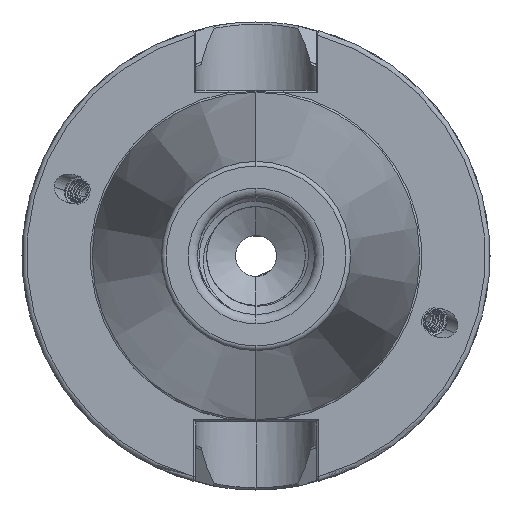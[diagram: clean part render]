
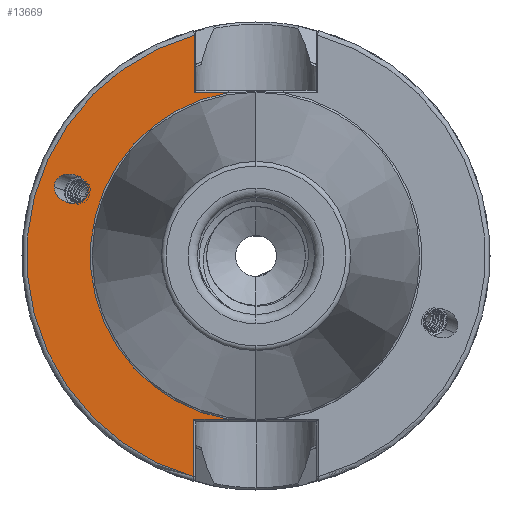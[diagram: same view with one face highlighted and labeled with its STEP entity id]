
A CAD part, left-side view. The second image highlights one B-rep face of the part: STEP entity #13669.
In plain terms, the highlighted planar face has unit normal (-1, 0, 0).
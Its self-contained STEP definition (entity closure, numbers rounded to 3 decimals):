
#1567 = LINE ( 'NONE', #23714, #17259 ) ;
#2137 = ORIENTED_EDGE ( 'NONE', *, *, #25989, .T. ) ;
#2140 = ORIENTED_EDGE ( 'NONE', *, *, #26072, .F. ) ;
#2147 = ORIENTED_EDGE ( 'NONE', *, *, #26020, .T. ) ;
#2155 = ORIENTED_EDGE ( 'NONE', *, *, #25960, .T. ) ;
#2156 = ORIENTED_EDGE ( 'NONE', *, *, #26262, .T. ) ;
#2158 = ORIENTED_EDGE ( 'NONE', *, *, #26031, .T. ) ;
#2175 = ORIENTED_EDGE ( 'NONE', *, *, #26013, .T. ) ;
#2177 = ORIENTED_EDGE ( 'NONE', *, *, #26211, .T. ) ;
#2181 = ORIENTED_EDGE ( 'NONE', *, *, #25973, .T. ) ;
#2263 = VERTEX_POINT ( 'NONE', #16158 ) ;
#2357 = VERTEX_POINT ( 'NONE', #16288 ) ;
#2372 = VERTEX_POINT ( 'NONE', #16282 ) ;
#2406 = VERTEX_POINT ( 'NONE', #3252 ) ;
#2413 = VERTEX_POINT ( 'NONE', #3236 ) ;
#2430 = VERTEX_POINT ( 'NONE', #3212 ) ;
#2442 = VERTEX_POINT ( 'NONE', #3272 ) ;
#2974 = AXIS2_PLACEMENT_3D ( 'NONE', #7624, #7652, #7646 ) ;
#3212 = CARTESIAN_POINT ( 'NONE',  ( 0., 43.118, 14.766 ) ) ;
#3236 = CARTESIAN_POINT ( 'NONE',  ( 0., 35.968, 13.091 ) ) ;
#3252 = CARTESIAN_POINT ( 'NONE',  ( 0., 13.279, -34.9 ) ) ;
#3272 = CARTESIAN_POINT ( 'NONE',  ( 0., 35.816, 13.963 ) ) ;
#7624 = CARTESIAN_POINT ( 'NONE',  ( 0., 35.398, 0. ) ) ;
#7646 = DIRECTION ( 'NONE',  ( 0., 0., -1. ) ) ;
#7651 = PLANE ( 'NONE',  #2974 ) ;
#7652 = DIRECTION ( 'NONE',  ( 1., 0., 0. ) ) ;
#9369 = LINE ( 'NONE', #24826, #9393 ) ;
#9393 = VECTOR ( 'NONE', #24848, 1000. ) ;
#9595 = FACE_BOUND ( 'NONE', #16635, .T. ) ;
#9634 = FACE_OUTER_BOUND ( 'NONE', #27920, .T. ) ;
#13669 = ADVANCED_FACE ( 'NONE', ( #9595, #9634 ), #7651, .F. ) ;
#16158 = CARTESIAN_POINT ( 'NONE',  ( 0., 5.916, 34.9 ) ) ;
#16282 = CARTESIAN_POINT ( 'NONE',  ( 0., 5.916, -34.9 ) ) ;
#16288 = CARTESIAN_POINT ( 'NONE',  ( 0., 13.194, 34.9 ) ) ;
#16635 = EDGE_LOOP ( 'NONE', ( #2147, #2156, #2177 ) ) ;
#17259 = VECTOR ( 'NONE', #23694, 1000. ) ;
#17833 = VERTEX_POINT ( 'NONE', #18601 ) ;
#18008 = VERTEX_POINT ( 'NONE', #18643 ) ;
#18601 = CARTESIAN_POINT ( 'NONE',  ( 0., 13.279, -47.166 ) ) ;
#18643 = CARTESIAN_POINT ( 'NONE',  ( 0., 13.194, 47.19 ) ) ;
#23182 =( BOUNDED_CURVE ( )  B_SPLINE_CURVE ( 3, ( #24038, #24010, #24022, #24018 ),
 .UNSPECIFIED., .F., .F. ) 
 B_SPLINE_CURVE_WITH_KNOTS ( ( 4, 4 ),
 ( 0., 2.852 ),
 .UNSPECIFIED. ) 
 CURVE ( )  GEOMETRIC_REPRESENTATION_ITEM ( )  RATIONAL_B_SPLINE_CURVE ( ( 1., 0.43, 0.43, 1. ) ) 
 REPRESENTATION_ITEM ( '' )  );
#23282 =( BOUNDED_CURVE ( )  B_SPLINE_CURVE ( 3, ( #29323, #29333, #29318, #29342 ),
 .UNSPECIFIED., .F., .F. ) 
 B_SPLINE_CURVE_WITH_KNOTS ( ( 4, 4 ),
 ( 5.993, 6.283 ),
 .UNSPECIFIED. ) 
 CURVE ( )  GEOMETRIC_REPRESENTATION_ITEM ( )  RATIONAL_B_SPLINE_CURVE ( ( 1., 0.993, 0.993, 1. ) ) 
 REPRESENTATION_ITEM ( '' )  );
#23352 =( BOUNDED_CURVE ( )  B_SPLINE_CURVE ( 3, ( #29705, #29719, #29682, #29701 ),
 .UNSPECIFIED., .F., .F. ) 
 B_SPLINE_CURVE_WITH_KNOTS ( ( 4, 4 ),
 ( 2.852, 5.993 ),
 .UNSPECIFIED. ) 
 CURVE ( )  GEOMETRIC_REPRESENTATION_ITEM ( )  RATIONAL_B_SPLINE_CURVE ( ( 1., 0.333, 0.333, 1. ) ) 
 REPRESENTATION_ITEM ( '' )  );
#23647 = AXIS2_PLACEMENT_3D ( 'NONE', #26907, #26925, #26900 ) ;
#23652 = AXIS2_PLACEMENT_3D ( 'NONE', #23806, #23804, #23829 ) ;
#23694 = DIRECTION ( 'NONE',  ( 0., -1., 0. ) ) ;
#23714 = CARTESIAN_POINT ( 'NONE',  ( 0., 35.398, -34.9 ) ) ;
#23804 = DIRECTION ( 'NONE',  ( -1., 0., 0. ) ) ;
#23806 = CARTESIAN_POINT ( 'NONE',  ( 0., 0., 0. ) ) ;
#23829 = DIRECTION ( 'NONE',  ( 0., 0., 1. ) ) ;
#23982 = CARTESIAN_POINT ( 'NONE',  ( 0., 12.85, 34.9 ) ) ;
#23996 = DIRECTION ( 'NONE',  ( 0., 1., 0. ) ) ;
#24010 = CARTESIAN_POINT ( 'NONE',  ( 0., 37.57, 8.69 ) ) ;
#24018 = CARTESIAN_POINT ( 'NONE',  ( 0., 43.118, 14.766 ) ) ;
#24022 = CARTESIAN_POINT ( 'NONE',  ( 0., 43.118, 9.99 ) ) ;
#24038 = CARTESIAN_POINT ( 'NONE',  ( 0., 35.968, 13.091 ) ) ;
#24288 = CARTESIAN_POINT ( 'NONE',  ( 0., 13.279, 0. ) ) ;
#24289 = DIRECTION ( 'NONE',  ( 0., 0., 1. ) ) ;
#24826 = CARTESIAN_POINT ( 'NONE',  ( 0., 13.194, 47.285 ) ) ;
#24848 = DIRECTION ( 'NONE',  ( 0., 0., 1. ) ) ;
#25091 = LINE ( 'NONE', #24288, #25109 ) ;
#25102 = CIRCLE ( 'NONE', #23652, 49. ) ;
#25109 = VECTOR ( 'NONE', #24289, 1000. ) ;
#25126 = LINE ( 'NONE', #23982, #25127 ) ;
#25127 = VECTOR ( 'NONE', #23996, 1000. ) ;
#25144 = CIRCLE ( 'NONE', #23647, 35.398 ) ;
#25960 = EDGE_CURVE ( 'NONE', #2357, #18008, #9369, .T. ) ;
#25973 = EDGE_CURVE ( 'NONE', #2406, #2372, #1567, .T. ) ;
#25989 = EDGE_CURVE ( 'NONE', #18008, #17833, #25102, .T. ) ;
#26013 = EDGE_CURVE ( 'NONE', #2263, #2357, #25126, .T. ) ;
#26020 = EDGE_CURVE ( 'NONE', #2413, #2430, #23182, .T. ) ;
#26031 = EDGE_CURVE ( 'NONE', #17833, #2406, #25091, .T. ) ;
#26072 = EDGE_CURVE ( 'NONE', #2263, #2372, #25144, .T. ) ;
#26211 = EDGE_CURVE ( 'NONE', #2442, #2413, #23282, .T. ) ;
#26262 = EDGE_CURVE ( 'NONE', #2430, #2442, #23352, .T. ) ;
#26900 = DIRECTION ( 'NONE',  ( 0., 0., 1. ) ) ;
#26907 = CARTESIAN_POINT ( 'NONE',  ( 0., 0., 0. ) ) ;
#26925 = DIRECTION ( 'NONE',  ( -1., 0., 0. ) ) ;
#27920 = EDGE_LOOP ( 'NONE', ( #2137, #2158, #2181, #2140, #2175, #2155 ) ) ;
#29318 = CARTESIAN_POINT ( 'NONE',  ( 0., 35.867, 13.369 ) ) ;
#29323 = CARTESIAN_POINT ( 'NONE',  ( 0., 35.816, 13.963 ) ) ;
#29333 = CARTESIAN_POINT ( 'NONE',  ( 0., 35.816, 13.662 ) ) ;
#29342 = CARTESIAN_POINT ( 'NONE',  ( 0., 35.968, 13.091 ) ) ;
#29682 = CARTESIAN_POINT ( 'NONE',  ( 0., 35.816, 20.184 ) ) ;
#29701 = CARTESIAN_POINT ( 'NONE',  ( 0., 35.816, 13.963 ) ) ;
#29705 = CARTESIAN_POINT ( 'NONE',  ( 0., 43.118, 14.766 ) ) ;
#29719 = CARTESIAN_POINT ( 'NONE',  ( 0., 43.118, 20.987 ) ) ;
